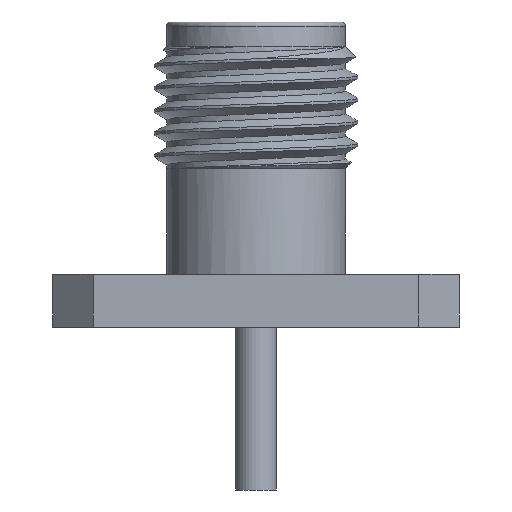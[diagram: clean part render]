
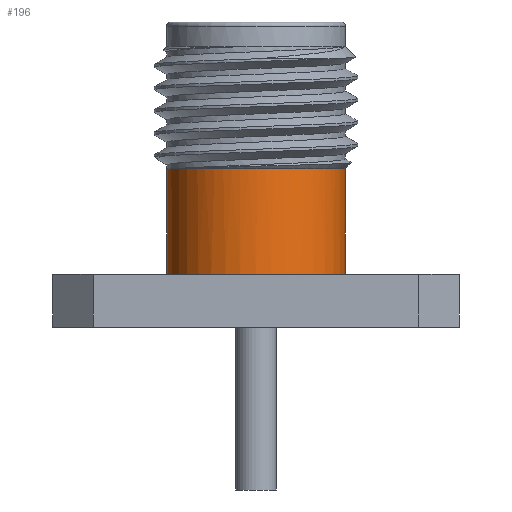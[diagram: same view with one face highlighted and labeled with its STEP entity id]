
A CAD part, front view. The second image highlights one B-rep face of the part: STEP entity #196.
In plain terms, the highlighted cylindrical face has radius 2.791 mm (diameter 5.582 mm), a partial arc.
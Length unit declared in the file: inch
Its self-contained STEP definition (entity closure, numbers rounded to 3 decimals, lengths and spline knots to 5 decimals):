
#1 = LINE ( 'NONE', #342, #453 ) ;
#48 = CARTESIAN_POINT ( 'NONE',  ( -0.10989, 0., -0.31 ) ) ;
#196 = ADVANCED_FACE ( 'NONE', ( #472 ), #1599, .T. ) ;
#326 = CARTESIAN_POINT ( 'NONE',  ( -0.0811, -0.07511, -0.18 ) ) ;
#340 = CARTESIAN_POINT ( 'NONE',  ( -0.10988, 0., -0.18 ) ) ;
#342 = CARTESIAN_POINT ( 'NONE',  ( 0.10989, 0., -0.51 ) ) ;
#353 = ORIENTED_EDGE ( 'NONE', *, *, #1834, .F. ) ;
#373 = EDGE_CURVE ( 'NONE', #449, #2474, #1766, .T. ) ;
#449 = VERTEX_POINT ( 'NONE', #2131 ) ;
#453 = VECTOR ( 'NONE', #2820, 39.37008 ) ;
#472 = FACE_OUTER_BOUND ( 'NONE', #1832, .T. ) ;
#504 = CARTESIAN_POINT ( 'NONE',  ( -0.09993, -0.04673, -0.18003 ) ) ;
#509 = DIRECTION ( 'NONE',  ( 1., 0., 0. ) ) ;
#526 = DIRECTION ( 'NONE',  ( 0., 0., 1. ) ) ;
#541 = CARTESIAN_POINT ( 'NONE',  ( 0., 0., -0.31 ) ) ;
#623 = CARTESIAN_POINT ( 'NONE',  ( -0.08883, -0.06578, -0.18 ) ) ;
#726 = EDGE_CURVE ( 'NONE', #1603, #1773, #1004, .T. ) ;
#791 = DIRECTION ( 'NONE',  ( 0., 0., 1. ) ) ;
#798 = ORIENTED_EDGE ( 'NONE', *, *, #1686, .F. ) ;
#900 = CARTESIAN_POINT ( 'NONE',  ( 0.01718, -0.1092, -0.18 ) ) ;
#916 = CARTESIAN_POINT ( 'NONE',  ( 0.07117, -0.08458, -0.18 ) ) ;
#917 = VECTOR ( 'NONE', #3067, 39.37008 ) ;
#1004 = CIRCLE ( 'NONE', #1186, 0.10989 ) ;
#1041 = B_SPLINE_CURVE_WITH_KNOTS ( 'NONE', 3,
 ( #3537, #2964, #1878, #2732, #504, #1056 ),
 .UNSPECIFIED., .F., .F.,
 ( 4, 2, 4 ),
 ( 0.66434, 0.83217, 1. ),
 .UNSPECIFIED. ) ;
#1056 = CARTESIAN_POINT ( 'NONE',  ( -0.09487, -0.05545, -0.18 ) ) ;
#1092 = CARTESIAN_POINT ( 'NONE',  ( -0.10989, 0., -0.51 ) ) ;
#1186 = AXIS2_PLACEMENT_3D ( 'NONE', #541, #526, #2789 ) ;
#1195 = CARTESIAN_POINT ( 'NONE',  ( 0.10024, -0.04658, -0.18 ) ) ;
#1211 = CARTESIAN_POINT ( 'NONE',  ( 0.04027, -0.10294, -0.18 ) ) ;
#1339 = CARTESIAN_POINT ( 'NONE',  ( 0.10989, 0., -0.31 ) ) ;
#1413 = LINE ( 'NONE', #1092, #917 ) ;
#1454 = CARTESIAN_POINT ( 'NONE',  ( 0.10989, 0., -0.18 ) ) ;
#1599 = CYLINDRICAL_SURFACE ( 'NONE', #2816, 0.10989 ) ;
#1603 = VERTEX_POINT ( 'NONE', #48 ) ;
#1664 = ORIENTED_EDGE ( 'NONE', *, *, #373, .F. ) ;
#1686 = EDGE_CURVE ( 'NONE', #2083, #449, #1041, .T. ) ;
#1722 = CARTESIAN_POINT ( 'NONE',  ( -0.06304, -0.0908, -0.18 ) ) ;
#1744 = ORIENTED_EDGE ( 'NONE', *, *, #3348, .T. ) ;
#1766 = B_SPLINE_CURVE_WITH_KNOTS ( 'NONE', 3,
 ( #1900, #623, #326, #1722, #1780, #2057, #2264, #3416, #900, #1211, #3381, #916, #1989, #3182, #1195, #2878, #3149, #1454 ),
 .UNSPECIFIED., .F., .F.,
 ( 4, 2, 2, 2, 2, 2, 2, 2, 4 ),
 ( 0.58419, 0.63616, 0.68814, 0.74012, 0.79209, 0.84407, 0.89605, 0.94802, 1. ),
 .UNSPECIFIED. ) ;
#1773 = VERTEX_POINT ( 'NONE', #1339 ) ;
#1780 = CARTESIAN_POINT ( 'NONE',  ( -0.05271, -0.09716, -0.18 ) ) ;
#1832 = EDGE_LOOP ( 'NONE', ( #353, #3123, #1744, #1664, #798 ) ) ;
#1834 = EDGE_CURVE ( 'NONE', #1603, #2083, #1413, .T. ) ;
#1878 = CARTESIAN_POINT ( 'NONE',  ( -0.1087, -0.01875, -0.18007 ) ) ;
#1900 = CARTESIAN_POINT ( 'NONE',  ( -0.09487, -0.05545, -0.18 ) ) ;
#1989 = CARTESIAN_POINT ( 'NONE',  ( 0.08, -0.07628, -0.18 ) ) ;
#2057 = CARTESIAN_POINT ( 'NONE',  ( -0.03057, -0.10623, -0.18 ) ) ;
#2083 = VERTEX_POINT ( 'NONE', #340 ) ;
#2131 = CARTESIAN_POINT ( 'NONE',  ( -0.09487, -0.05545, -0.18 ) ) ;
#2264 = CARTESIAN_POINT ( 'NONE',  ( -0.01876, -0.10893, -0.18 ) ) ;
#2474 = VERTEX_POINT ( 'NONE', #2762 ) ;
#2732 = CARTESIAN_POINT ( 'NONE',  ( -0.10373, -0.03752, -0.18006 ) ) ;
#2762 = CARTESIAN_POINT ( 'NONE',  ( 0.10989, 0., -0.18 ) ) ;
#2789 = DIRECTION ( 'NONE',  ( -1., 0., 0. ) ) ;
#2816 = AXIS2_PLACEMENT_3D ( 'NONE', #3293, #791, #509 ) ;
#2820 = DIRECTION ( 'NONE',  ( 0., 0., 1. ) ) ;
#2878 = CARTESIAN_POINT ( 'NONE',  ( 0.10792, -0.02392, -0.18 ) ) ;
#2964 = CARTESIAN_POINT ( 'NONE',  ( -0.10988, -0.00922, -0.18005 ) ) ;
#3067 = DIRECTION ( 'NONE',  ( 0., 0., 1. ) ) ;
#3123 = ORIENTED_EDGE ( 'NONE', *, *, #726, .T. ) ;
#3149 = CARTESIAN_POINT ( 'NONE',  ( 0.10989, -0.01196, -0.18 ) ) ;
#3182 = CARTESIAN_POINT ( 'NONE',  ( 0.09454, -0.05728, -0.18 ) ) ;
#3293 = CARTESIAN_POINT ( 'NONE',  ( 0., 0., -0.51 ) ) ;
#3348 = EDGE_CURVE ( 'NONE', #1773, #2474, #1, .T. ) ;
#3381 = CARTESIAN_POINT ( 'NONE',  ( 0.0513, -0.09791, -0.18 ) ) ;
#3416 = CARTESIAN_POINT ( 'NONE',  ( 0.00512, -0.11042, -0.18 ) ) ;
#3537 = CARTESIAN_POINT ( 'NONE',  ( -0.10988, 0., -0.18 ) ) ;
